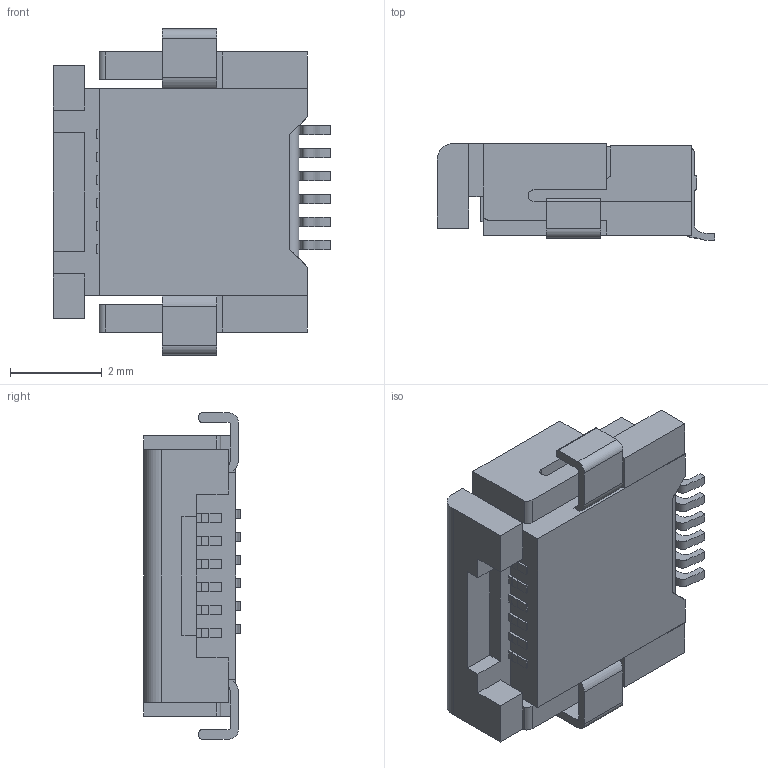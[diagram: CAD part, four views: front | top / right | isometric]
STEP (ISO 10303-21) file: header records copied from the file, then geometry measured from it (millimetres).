
FILE_DESCRIPTION (( 'STEP AP203' ), '1' );
FILE_NAME ('FPC FH12 - 6P.STEP', '2021-09-18T05:02:46', ( '' ), ( '' ), 'SwSTEP 2.0', 'SolidWorks 2016', '' );
FILE_SCHEMA (( 'CONFIG_CONTROL_DESIGN' ));
Length unit declared in the file: millimetre
Products named in the file (3): FH12-6P Part; pin; FPC FH12 - 6P
Assembly tree (7 placements, depth 2):
  FPC FH12 - 6P
    FH12-6P Part
    pin  x6
Bounding box: 6.04 x 2.1 x 7.1 mm (x, y, z)
Volume: 52.4 mm3; surface area: 158.9 mm2
Topology: 7 solids, 7 shells, 265 faces, 735 edges, 486 vertices
Faces by surface type: plane 204, cylinder 47, bspline 14
Entity records: 6410 total; most frequent: CARTESIAN_POINT 1138, ORIENTED_EDGE 1050, DIRECTION 945, EDGE_CURVE 525, VECTOR 463, LINE 463, VERTEX_POINT 346, AXIS2_PLACEMENT_3D 241
